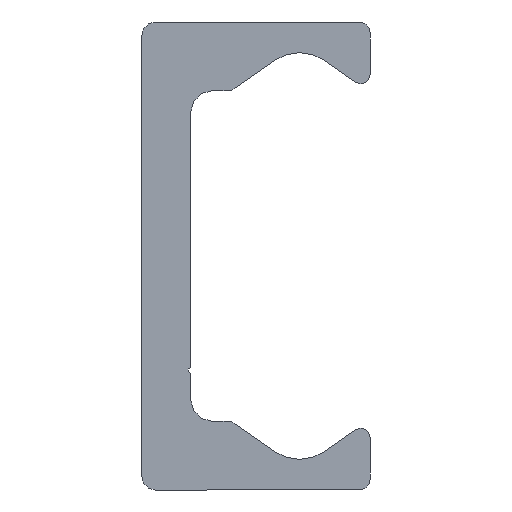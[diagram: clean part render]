
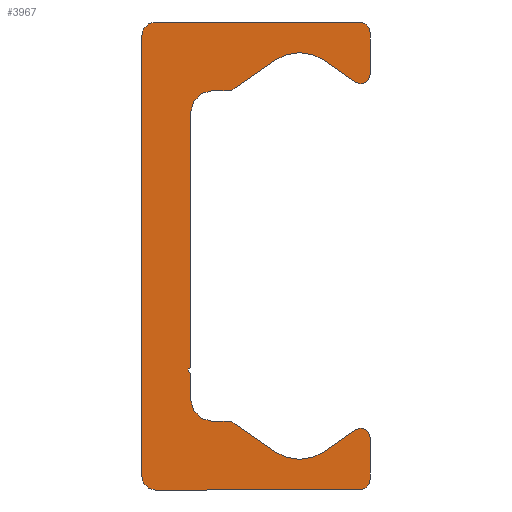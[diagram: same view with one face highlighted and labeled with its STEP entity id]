
A CAD part, left-side view. The second image highlights one B-rep face of the part: STEP entity #3967.
In plain terms, the highlighted planar face has unit normal (-1, 0, 0).
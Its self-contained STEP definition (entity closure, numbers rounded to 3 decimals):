
#2872=CARTESIAN_POINT('',(0.0,9.25,-21.5));
#2873=VERTEX_POINT('',#2872);
#2880=CARTESIAN_POINT('',(0.0,10.5,-20.25));
#2881=VERTEX_POINT('',#2880);
#2882=CARTESIAN_POINT('',(0.0,9.25,-20.25));
#2883=DIRECTION('',(1.0,0.0,0.0));
#2884=DIRECTION('',(0.0,0.0,-1.0));
#2885=AXIS2_PLACEMENT_3D('',#2882,#2883,#2884);
#2886=CIRCLE('',#2885,1.25);
#2887=EDGE_CURVE('',#2873,#2881,#2886,.T.);
#2911=CARTESIAN_POINT('',(0.0,-9.5,-21.5));
#2912=VERTEX_POINT('',#2911);
#2919=CARTESIAN_POINT('',(0.0,-9.5,-21.5));
#2920=DIRECTION('',(0.0,1.0,0.0));
#2921=VECTOR('',#2920,18.75);
#2922=LINE('',#2919,#2921);
#2923=EDGE_CURVE('',#2912,#2873,#2922,.T.);
#2943=CARTESIAN_POINT('',(0.0,-10.5,-20.5));
#2944=VERTEX_POINT('',#2943);
#2951=CARTESIAN_POINT('',(0.0,-9.5,-20.5));
#2952=DIRECTION('',(1.0,0.0,0.0));
#2953=DIRECTION('',(0.0,-1.0,0.0));
#2954=AXIS2_PLACEMENT_3D('',#2951,#2952,#2953);
#2955=CIRCLE('',#2954,1.0);
#2956=EDGE_CURVE('',#2944,#2912,#2955,.T.);
#2975=CARTESIAN_POINT('',(0.0,-10.5,-16.65));
#2976=VERTEX_POINT('',#2975);
#2983=CARTESIAN_POINT('',(0.0,-10.5,-16.65));
#2984=DIRECTION('',(0.0,0.0,-1.0));
#2985=VECTOR('',#2984,3.85);
#2986=LINE('',#2983,#2985);
#2987=EDGE_CURVE('',#2976,#2944,#2986,.T.);
#3007=CARTESIAN_POINT('',(0.0,-9.162,-15.954));
#3008=VERTEX_POINT('',#3007);
#3015=CARTESIAN_POINT('',(0.0,-9.65,-16.65));
#3016=DIRECTION('',(1.0,0.0,0.0));
#3017=DIRECTION('',(0.0,0.574,0.819));
#3018=AXIS2_PLACEMENT_3D('',#3015,#3016,#3017);
#3019=CIRCLE('',#3018,0.85);
#3020=EDGE_CURVE('',#3008,#2976,#3019,.T.);
#3039=CARTESIAN_POINT('',(0.0,-6.294,-17.962));
#3040=VERTEX_POINT('',#3039);
#3047=CARTESIAN_POINT('',(0.0,-6.294,-17.962));
#3048=DIRECTION('',(0.0,-0.819,0.574));
#3049=VECTOR('',#3048,3.501);
#3050=LINE('',#3047,#3049);
#3051=EDGE_CURVE('',#3040,#3008,#3050,.T.);
#3071=CARTESIAN_POINT('',(0.0,-1.706,-17.962));
#3072=VERTEX_POINT('',#3071);
#3079=CARTESIAN_POINT('',(0.0,-4.,-14.685));
#3080=DIRECTION('',(-1.0,0.0,0.0));
#3081=DIRECTION('',(0.0,0.574,0.819));
#3082=AXIS2_PLACEMENT_3D('',#3079,#3080,#3081);
#3083=CIRCLE('',#3082,4.0);
#3084=EDGE_CURVE('',#3072,#3040,#3083,.T.);
#3103=CARTESIAN_POINT('',(0.0,1.981,-15.381));
#3104=VERTEX_POINT('',#3103);
#3111=CARTESIAN_POINT('',(0.0,1.981,-15.381));
#3112=DIRECTION('',(0.0,-0.819,-0.574));
#3113=VECTOR('',#3112,4.5);
#3114=LINE('',#3111,#3113);
#3115=EDGE_CURVE('',#3104,#3072,#3114,.T.);
#3135=CARTESIAN_POINT('',(0.0,2.554,-15.2));
#3136=VERTEX_POINT('',#3135);
#3143=CARTESIAN_POINT('',(0.0,2.554,-16.2));
#3144=DIRECTION('',(1.0,0.0,0.0));
#3145=DIRECTION('',(0.0,0.0,1.0));
#3146=AXIS2_PLACEMENT_3D('',#3143,#3144,#3145);
#3147=CIRCLE('',#3146,1.);
#3148=EDGE_CURVE('',#3136,#3104,#3147,.T.);
#3167=CARTESIAN_POINT('',(0.0,4.0,-15.2));
#3168=VERTEX_POINT('',#3167);
#3175=CARTESIAN_POINT('',(0.0,4.0,-15.2));
#3176=DIRECTION('',(0.0,-1.0,0.0));
#3177=VECTOR('',#3176,1.446);
#3178=LINE('',#3175,#3177);
#3179=EDGE_CURVE('',#3168,#3136,#3178,.T.);
#3199=CARTESIAN_POINT('',(0.0,6.,-13.2));
#3200=VERTEX_POINT('',#3199);
#3207=CARTESIAN_POINT('',(0.0,4.,-13.2));
#3208=DIRECTION('',(-1.0,0.0,0.0));
#3209=DIRECTION('',(0.0,0.0,1.0));
#3210=AXIS2_PLACEMENT_3D('',#3207,#3208,#3209);
#3211=CIRCLE('',#3210,2.0);
#3212=EDGE_CURVE('',#3200,#3168,#3211,.T.);
#3231=CARTESIAN_POINT('',(0.0,6.,-10.75));
#3232=VERTEX_POINT('',#3231);
#3239=CARTESIAN_POINT('',(0.0,6.,-10.75));
#3240=DIRECTION('',(0.0,0.0,-1.0));
#3241=VECTOR('',#3240,2.45);
#3242=LINE('',#3239,#3241);
#3243=EDGE_CURVE('',#3232,#3200,#3242,.T.);
#3263=CARTESIAN_POINT('',(0.0,6.,-10.25));
#3264=VERTEX_POINT('',#3263);
#3271=CARTESIAN_POINT('',(0.0,6.,-10.5));
#3272=DIRECTION('',(-1.0,0.0,0.0));
#3273=DIRECTION('',(0.0,0.0,1.0));
#3274=AXIS2_PLACEMENT_3D('',#3271,#3272,#3273);
#3275=CIRCLE('',#3274,0.25);
#3276=EDGE_CURVE('',#3264,#3232,#3275,.T.);
#3295=CARTESIAN_POINT('',(0.0,6.,13.2));
#3296=VERTEX_POINT('',#3295);
#3303=CARTESIAN_POINT('',(0.0,6.,13.2));
#3304=DIRECTION('',(0.0,0.0,-1.0));
#3305=VECTOR('',#3304,23.45);
#3306=LINE('',#3303,#3305);
#3307=EDGE_CURVE('',#3296,#3264,#3306,.T.);
#3450=CARTESIAN_POINT('',(0.0,4.0,15.2));
#3451=VERTEX_POINT('',#3450);
#3458=CARTESIAN_POINT('',(0.0,4.,13.2));
#3459=DIRECTION('',(-1.0,0.0,0.0));
#3460=DIRECTION('',(0.0,-1.0,0.0));
#3461=AXIS2_PLACEMENT_3D('',#3458,#3459,#3460);
#3462=CIRCLE('',#3461,2.0);
#3463=EDGE_CURVE('',#3451,#3296,#3462,.T.);
#3482=CARTESIAN_POINT('',(0.0,2.554,15.2));
#3483=VERTEX_POINT('',#3482);
#3490=CARTESIAN_POINT('',(0.0,2.554,15.2));
#3491=DIRECTION('',(0.0,1.0,0.0));
#3492=VECTOR('',#3491,1.446);
#3493=LINE('',#3490,#3492);
#3494=EDGE_CURVE('',#3483,#3451,#3493,.T.);
#3514=CARTESIAN_POINT('',(0.0,1.981,15.381));
#3515=VERTEX_POINT('',#3514);
#3522=CARTESIAN_POINT('',(0.0,2.554,16.2));
#3523=DIRECTION('',(1.0,0.0,0.0));
#3524=DIRECTION('',(0.0,-0.574,-0.819));
#3525=AXIS2_PLACEMENT_3D('',#3522,#3523,#3524);
#3526=CIRCLE('',#3525,1.);
#3527=EDGE_CURVE('',#3515,#3483,#3526,.T.);
#3546=CARTESIAN_POINT('',(0.0,-1.706,17.962));
#3547=VERTEX_POINT('',#3546);
#3554=CARTESIAN_POINT('',(0.0,-1.706,17.962));
#3555=DIRECTION('',(0.0,0.819,-0.574));
#3556=VECTOR('',#3555,4.5);
#3557=LINE('',#3554,#3556);
#3558=EDGE_CURVE('',#3547,#3515,#3557,.T.);
#3578=CARTESIAN_POINT('',(0.0,-6.294,17.962));
#3579=VERTEX_POINT('',#3578);
#3586=CARTESIAN_POINT('',(0.0,-4.,14.685));
#3587=DIRECTION('',(-1.0,0.0,0.0));
#3588=DIRECTION('',(0.0,-0.574,-0.819));
#3589=AXIS2_PLACEMENT_3D('',#3586,#3587,#3588);
#3590=CIRCLE('',#3589,4.0);
#3591=EDGE_CURVE('',#3579,#3547,#3590,.T.);
#3610=CARTESIAN_POINT('',(0.0,-9.162,15.954));
#3611=VERTEX_POINT('',#3610);
#3618=CARTESIAN_POINT('',(0.0,-9.162,15.954));
#3619=DIRECTION('',(0.0,0.819,0.574));
#3620=VECTOR('',#3619,3.501);
#3621=LINE('',#3618,#3620);
#3622=EDGE_CURVE('',#3611,#3579,#3621,.T.);
#3642=CARTESIAN_POINT('',(0.0,-10.5,16.65));
#3643=VERTEX_POINT('',#3642);
#3650=CARTESIAN_POINT('',(0.0,-9.65,16.65));
#3651=DIRECTION('',(1.0,0.0,0.0));
#3652=DIRECTION('',(0.0,-1.0,0.0));
#3653=AXIS2_PLACEMENT_3D('',#3650,#3651,#3652);
#3654=CIRCLE('',#3653,0.85);
#3655=EDGE_CURVE('',#3643,#3611,#3654,.T.);
#3674=CARTESIAN_POINT('',(0.0,-10.5,20.5));
#3675=VERTEX_POINT('',#3674);
#3682=CARTESIAN_POINT('',(0.0,-10.5,20.5));
#3683=DIRECTION('',(0.0,0.0,-1.0));
#3684=VECTOR('',#3683,3.85);
#3685=LINE('',#3682,#3684);
#3686=EDGE_CURVE('',#3675,#3643,#3685,.T.);
#3706=CARTESIAN_POINT('',(0.0,-9.5,21.5));
#3707=VERTEX_POINT('',#3706);
#3714=CARTESIAN_POINT('',(0.0,-9.5,20.5));
#3715=DIRECTION('',(1.0,0.0,0.0));
#3716=DIRECTION('',(0.0,0.0,1.0));
#3717=AXIS2_PLACEMENT_3D('',#3714,#3715,#3716);
#3718=CIRCLE('',#3717,1.0);
#3719=EDGE_CURVE('',#3707,#3675,#3718,.T.);
#3738=CARTESIAN_POINT('',(0.0,9.25,21.5));
#3739=VERTEX_POINT('',#3738);
#3746=CARTESIAN_POINT('',(0.0,9.25,21.5));
#3747=DIRECTION('',(0.0,-1.0,0.0));
#3748=VECTOR('',#3747,18.75);
#3749=LINE('',#3746,#3748);
#3750=EDGE_CURVE('',#3739,#3707,#3749,.T.);
#3770=CARTESIAN_POINT('',(0.0,10.5,20.25));
#3771=VERTEX_POINT('',#3770);
#3778=CARTESIAN_POINT('',(0.0,9.25,20.25));
#3779=DIRECTION('',(1.0,0.0,0.0));
#3780=DIRECTION('',(0.0,1.0,0.0));
#3781=AXIS2_PLACEMENT_3D('',#3778,#3779,#3780);
#3782=CIRCLE('',#3781,1.25);
#3783=EDGE_CURVE('',#3771,#3739,#3782,.T.);
#3801=CARTESIAN_POINT('',(0.0,10.5,-20.25));
#3802=DIRECTION('',(0.0,0.0,1.0));
#3803=VECTOR('',#3802,40.5);
#3804=LINE('',#3801,#3803);
#3805=EDGE_CURVE('',#2881,#3771,#3804,.T.);
#3934=CARTESIAN_POINT('',(0.0,2.66,-0.019));
#3935=DIRECTION('',(1.0,0.0,0.0));
#3936=DIRECTION('',(0.0,0.0,-1.0));
#3937=AXIS2_PLACEMENT_3D('',#3934,#3935,#3936);
#3938=PLANE('',#3937);
#3939=ORIENTED_EDGE('',*,*,#3805,.F.);
#3940=ORIENTED_EDGE('',*,*,#2887,.F.);
#3941=ORIENTED_EDGE('',*,*,#2923,.F.);
#3942=ORIENTED_EDGE('',*,*,#2956,.F.);
#3943=ORIENTED_EDGE('',*,*,#2987,.F.);
#3944=ORIENTED_EDGE('',*,*,#3020,.F.);
#3945=ORIENTED_EDGE('',*,*,#3051,.F.);
#3946=ORIENTED_EDGE('',*,*,#3084,.F.);
#3947=ORIENTED_EDGE('',*,*,#3115,.F.);
#3948=ORIENTED_EDGE('',*,*,#3148,.F.);
#3949=ORIENTED_EDGE('',*,*,#3179,.F.);
#3950=ORIENTED_EDGE('',*,*,#3212,.F.);
#3951=ORIENTED_EDGE('',*,*,#3243,.F.);
#3952=ORIENTED_EDGE('',*,*,#3276,.F.);
#3953=ORIENTED_EDGE('',*,*,#3307,.F.);
#3954=ORIENTED_EDGE('',*,*,#3463,.F.);
#3955=ORIENTED_EDGE('',*,*,#3494,.F.);
#3956=ORIENTED_EDGE('',*,*,#3527,.F.);
#3957=ORIENTED_EDGE('',*,*,#3558,.F.);
#3958=ORIENTED_EDGE('',*,*,#3591,.F.);
#3959=ORIENTED_EDGE('',*,*,#3622,.F.);
#3960=ORIENTED_EDGE('',*,*,#3655,.F.);
#3961=ORIENTED_EDGE('',*,*,#3686,.F.);
#3962=ORIENTED_EDGE('',*,*,#3719,.F.);
#3963=ORIENTED_EDGE('',*,*,#3750,.F.);
#3964=ORIENTED_EDGE('',*,*,#3783,.F.);
#3965=EDGE_LOOP('',(#3939,#3940,#3941,#3942,#3943,#3944,#3945,#3946,#3947,#3948,#3949,#3950,#3951,#3952,#3953,#3954,#3955,#3956,#3957,#3958,#3959,#3960,#3961,#3962,#3963,#3964));
#3966=FACE_OUTER_BOUND('',#3965,.T.);
#3967=ADVANCED_FACE('',(#3966),#3938,.F.);
